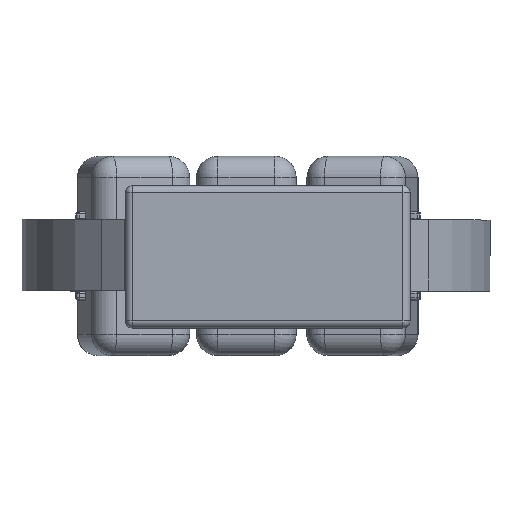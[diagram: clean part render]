
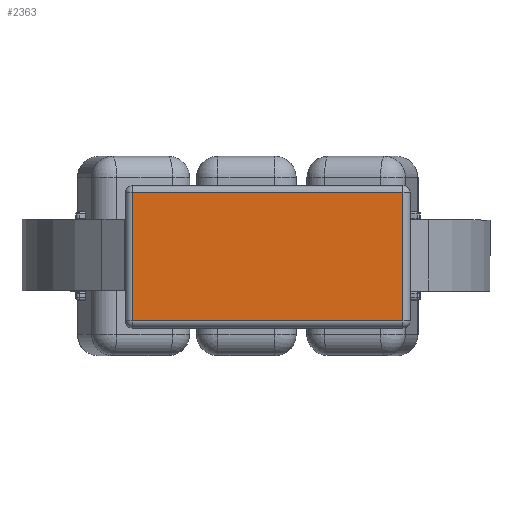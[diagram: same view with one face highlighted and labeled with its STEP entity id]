
A CAD part, top view. The second image highlights one B-rep face of the part: STEP entity #2363.
In plain terms, the highlighted planar face has unit normal (0, 0, 1).
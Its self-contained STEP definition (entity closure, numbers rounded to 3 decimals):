
#140=PLANE('',#2718);
#296=LINE('',#4145,#479);
#300=LINE('',#4158,#483);
#302=LINE('',#4161,#485);
#304=LINE('',#4164,#487);
#479=VECTOR('',#3438,10.);
#483=VECTOR('',#3454,10.);
#485=VECTOR('',#3458,10.);
#487=VECTOR('',#3462,10.);
#734=FACE_OUTER_BOUND('',#899,.T.);
#899=EDGE_LOOP('',(#2107,#2108,#2109,#2110));
#1188=VERTEX_POINT('',#4103);
#1194=VERTEX_POINT('',#4126);
#1197=VERTEX_POINT('',#4136);
#1200=VERTEX_POINT('',#4149);
#1494=EDGE_CURVE('',#1188,#1197,#296,.T.);
#1501=EDGE_CURVE('',#1197,#1200,#300,.T.);
#1503=EDGE_CURVE('',#1200,#1194,#302,.T.);
#1505=EDGE_CURVE('',#1194,#1188,#304,.T.);
#2107=ORIENTED_EDGE('',*,*,#1494,.F.);
#2108=ORIENTED_EDGE('',*,*,#1505,.F.);
#2109=ORIENTED_EDGE('',*,*,#1503,.F.);
#2110=ORIENTED_EDGE('',*,*,#1501,.F.);
#2363=ADVANCED_FACE('',(#734),#140,.T.);
#2718=AXIS2_PLACEMENT_3D('',#4174,#3478,#3479);
#3438=DIRECTION('',(0.,1.,0.));
#3454=DIRECTION('',(1.,0.,0.));
#3458=DIRECTION('',(0.,-1.,0.));
#3462=DIRECTION('',(-1.,0.,0.));
#3478=DIRECTION('center_axis',(0.,0.,1.));
#3479=DIRECTION('ref_axis',(1.,0.,0.));
#4103=CARTESIAN_POINT('',(25.,-475.,100.));
#4126=CARTESIAN_POINT('',(975.,-475.,100.));
#4136=CARTESIAN_POINT('',(25.,-25.,100.));
#4145=CARTESIAN_POINT('',(25.,-125.,100.));
#4149=CARTESIAN_POINT('',(975.,-25.,100.));
#4158=CARTESIAN_POINT('',(750.,-25.,100.));
#4161=CARTESIAN_POINT('',(975.,-375.,100.));
#4164=CARTESIAN_POINT('',(250.,-475.,100.));
#4174=CARTESIAN_POINT('Origin',(500.,-250.,100.));
